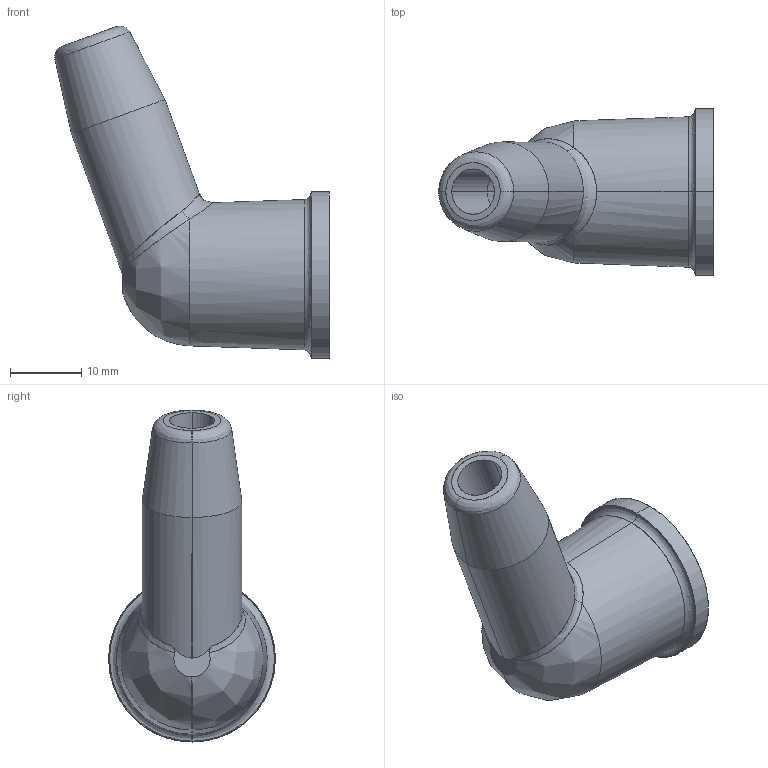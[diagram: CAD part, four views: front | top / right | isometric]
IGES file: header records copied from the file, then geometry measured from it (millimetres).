
Start section: SolidWorks IGES file using analytic representation for surfaces
Global section: file name: AB20.IGS; native system: SolidWorks 2019; preprocessor: SolidWorks 2019; author: sjohnson; date: 191030.124541; units: inch
Bounding box: 38.52 x 23.37 x 46.58 mm (x, y, z)
Surface area: 5142 mm2 (no closed solid volume)
Topology: 0 solids, 0 shells, 47 faces, 562 edges, 562 vertices
Faces by surface type: bspline 27, revolution 20
